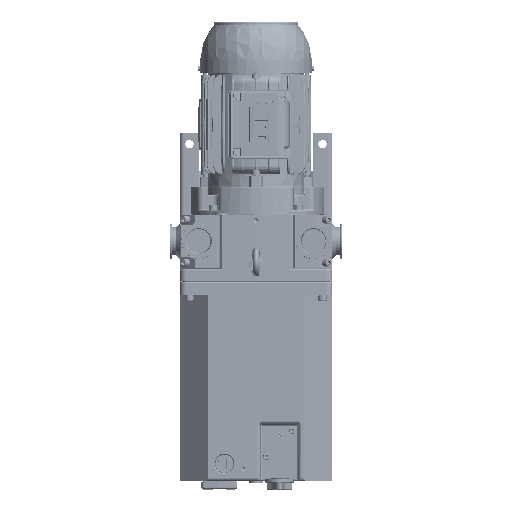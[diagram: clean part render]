
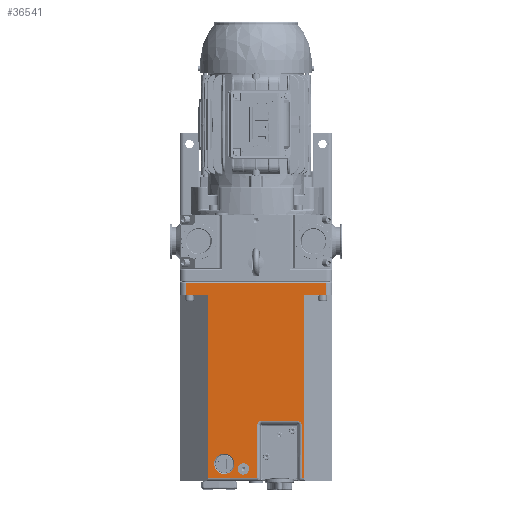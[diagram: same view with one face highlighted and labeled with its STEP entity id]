
A CAD part, top view. The second image highlights one B-rep face of the part: STEP entity #36541.
In plain terms, the highlighted planar face has unit normal (0, 0, 1).
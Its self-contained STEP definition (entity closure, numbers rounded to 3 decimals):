
#9188=LINE('',#169308,#15496);
#9281=LINE('',#169512,#15589);
#9417=LINE('',#170155,#15725);
#9419=LINE('',#170160,#15727);
#9649=LINE('',#171376,#15957);
#9654=LINE('',#171409,#15962);
#9655=LINE('',#171420,#15963);
#9657=LINE('',#171441,#15965);
#9658=LINE('',#171443,#15966);
#9660=LINE('',#171494,#15968);
#9713=LINE('',#172231,#16021);
#9714=LINE('',#172233,#16022);
#15496=VECTOR('',#119396,1.);
#15589=VECTOR('',#119533,1.);
#15725=VECTOR('',#120015,1.);
#15727=VECTOR('',#120021,1.);
#15957=VECTOR('',#121017,1.);
#15962=VECTOR('',#121028,1.);
#15963=VECTOR('',#121031,1.);
#15965=VECTOR('',#121047,1.);
#15966=VECTOR('',#121050,1.);
#15968=VECTOR('',#121062,1.);
#16021=VECTOR('',#121403,1.);
#16022=VECTOR('',#121404,1.);
#32422=FACE_BOUND('',#49102,.T.);
#32423=FACE_BOUND('',#49103,.T.);
#32424=FACE_BOUND('',#49104,.T.);
#36541=ADVANCED_FACE('',(#32422,#32423,#32424),#39783,.T.);
#39783=PLANE('',#102565);
#49102=EDGE_LOOP('',(#68193));
#49103=EDGE_LOOP('',(#68194));
#49104=EDGE_LOOP('',(#68195,#68196,#68197,#68198,#68199,#68200,#68201,#68202,
#68203,#68204,#68205,#68206,#68207,#68208));
#68193=ORIENTED_EDGE('',*,*,#89841,.T.);
#68194=ORIENTED_EDGE('',*,*,#90513,.T.);
#68195=ORIENTED_EDGE('',*,*,#90514,.F.);
#68196=ORIENTED_EDGE('',*,*,#89894,.F.);
#68197=ORIENTED_EDGE('',*,*,#89568,.F.);
#68198=ORIENTED_EDGE('',*,*,#90344,.F.);
#68199=ORIENTED_EDGE('',*,*,#90352,.F.);
#68200=ORIENTED_EDGE('',*,*,#90362,.F.);
#68201=ORIENTED_EDGE('',*,*,#90366,.F.);
#68202=ORIENTED_EDGE('',*,*,#90363,.F.);
#68203=ORIENTED_EDGE('',*,*,#90357,.F.);
#68204=ORIENTED_EDGE('',*,*,#90354,.F.);
#68205=ORIENTED_EDGE('',*,*,#90369,.F.);
#68206=ORIENTED_EDGE('',*,*,#89664,.T.);
#68207=ORIENTED_EDGE('',*,*,#89891,.F.);
#68208=ORIENTED_EDGE('',*,*,#90515,.F.);
#79190=VERTEX_POINT('',#169305);
#79191=VERTEX_POINT('',#169307);
#79277=VERTEX_POINT('',#169505);
#79280=VERTEX_POINT('',#169511);
#79408=VERTEX_POINT('',#169882);
#79457=VERTEX_POINT('',#170153);
#79459=VERTEX_POINT('',#170159);
#79702=VERTEX_POINT('',#171375);
#79707=VERTEX_POINT('',#171408);
#79708=VERTEX_POINT('',#171418);
#79710=VERTEX_POINT('',#171421);
#79712=VERTEX_POINT('',#171427);
#79714=VERTEX_POINT('',#171440);
#79715=VERTEX_POINT('',#171444);
#79785=VERTEX_POINT('',#172230);
#79786=VERTEX_POINT('',#172232);
#89568=EDGE_CURVE('',#79191,#79190,#9188,.T.);
#89664=EDGE_CURVE('',#79277,#79280,#9281,.T.);
#89841=EDGE_CURVE('',#79408,#79408,#95483,.T.);
#89891=EDGE_CURVE('',#79457,#79280,#9417,.T.);
#89894=EDGE_CURVE('',#79190,#79459,#9419,.T.);
#90344=EDGE_CURVE('',#79702,#79191,#9649,.T.);
#90352=EDGE_CURVE('',#79707,#79702,#9654,.T.);
#90354=EDGE_CURVE('',#79708,#79710,#9655,.T.);
#90357=EDGE_CURVE('',#79710,#79712,#95704,.T.);
#90362=EDGE_CURVE('',#79714,#79707,#9657,.T.);
#90363=EDGE_CURVE('',#79712,#79715,#9658,.T.);
#90366=EDGE_CURVE('',#79715,#79714,#95709,.T.);
#90369=EDGE_CURVE('',#79277,#79708,#9660,.T.);
#90513=EDGE_CURVE('',#79785,#79785,#95784,.T.);
#90514=EDGE_CURVE('',#79459,#79786,#9713,.T.);
#90515=EDGE_CURVE('',#79786,#79457,#9714,.T.);
#95483=CIRCLE('',#101971,16.);
#95704=CIRCLE('',#102410,7.5);
#95709=CIRCLE('',#102418,7.5);
#95784=CIRCLE('',#102564,9.);
#101971=AXIS2_PLACEMENT_3D('',#169881,#119900,#119901);
#102410=AXIS2_PLACEMENT_3D('',#171426,#121037,#121038);
#102418=AXIS2_PLACEMENT_3D('',#171449,#121056,#121057);
#102564=AXIS2_PLACEMENT_3D('',#172229,#121401,#121402);
#102565=AXIS2_PLACEMENT_3D('',#172234,#121405,#121406);
#119396=DIRECTION('',(0.,1.,0.));
#119533=DIRECTION('',(1.,0.,0.));
#119900=DIRECTION('',(0.,0.,-1.));
#119901=DIRECTION('',(0.,1.,0.));
#120015=DIRECTION('',(0.,1.,0.));
#120021=DIRECTION('',(1.,0.,0.));
#121017=DIRECTION('',(1.,0.,0.));
#121028=DIRECTION('',(0.,1.,0.));
#121031=DIRECTION('',(1.,0.,0.));
#121037=DIRECTION('',(0.,0.,1.));
#121038=DIRECTION('',(0.707,-0.707,0.));
#121047=DIRECTION('',(-1.,0.,0.));
#121050=DIRECTION('',(0.,1.,0.));
#121056=DIRECTION('',(0.,0.,1.));
#121057=DIRECTION('',(0.707,0.707,0.));
#121062=DIRECTION('',(0.,1.,0.));
#121401=DIRECTION('',(0.,0.,-1.));
#121402=DIRECTION('',(0.,1.,0.));
#121403=DIRECTION('',(0.,-1.,0.));
#121404=DIRECTION('',(-1.,0.,0.));
#121405=DIRECTION('',(0.,0.,1.));
#121406=DIRECTION('',(1.,0.,0.));
#169305=CARTESIAN_POINT('',(-20.,110.,142.5));
#169307=CARTESIAN_POINT('',(-20.,75.,142.5));
#169308=CARTESIAN_POINT('',(-20.,75.,142.5));
#169505=CARTESIAN_POINT('',(-309.,-75.,142.5));
#169511=CARTESIAN_POINT('',(-20.,-75.,142.5));
#169512=CARTESIAN_POINT('',(-309.,-75.,142.5));
#169881=CARTESIAN_POINT('',(-287.,50.,142.5));
#169882=CARTESIAN_POINT('',(-287.,66.,142.5));
#170153=CARTESIAN_POINT('',(-20.,-110.,142.5));
#170155=CARTESIAN_POINT('',(-20.,-110.,142.5));
#170159=CARTESIAN_POINT('',(-2.009,110.,142.5));
#170160=CARTESIAN_POINT('',(-20.,110.,142.5));
#171375=CARTESIAN_POINT('',(-309.,75.,142.5));
#171376=CARTESIAN_POINT('',(-309.,75.,142.5));
#171408=CARTESIAN_POINT('',(-309.,-2.,142.5));
#171409=CARTESIAN_POINT('',(-309.,-2.,142.5));
#171418=CARTESIAN_POINT('',(-309.,-72.,142.5));
#171420=CARTESIAN_POINT('',(-309.,-72.,142.5));
#171421=CARTESIAN_POINT('',(-226.5,-72.,142.5));
#171426=CARTESIAN_POINT('',(-226.5,-64.5,142.5));
#171427=CARTESIAN_POINT('',(-219.,-64.5,142.5));
#171440=CARTESIAN_POINT('',(-226.5,-2.,142.5));
#171441=CARTESIAN_POINT('',(-226.5,-2.,142.5));
#171443=CARTESIAN_POINT('',(-219.,-64.5,142.5));
#171444=CARTESIAN_POINT('',(-219.,-9.5,142.5));
#171449=CARTESIAN_POINT('',(-226.5,-9.5,142.5));
#171494=CARTESIAN_POINT('',(-309.,-75.,142.5));
#172229=CARTESIAN_POINT('',(-295.,20.,142.5));
#172230=CARTESIAN_POINT('',(-295.,29.,142.5));
#172231=CARTESIAN_POINT('',(-2.009,110.,142.5));
#172232=CARTESIAN_POINT('',(-2.009,-110.,142.5));
#172233=CARTESIAN_POINT('',(-2.009,-110.,142.5));
#172234=CARTESIAN_POINT('',(0.,120.,142.5));
